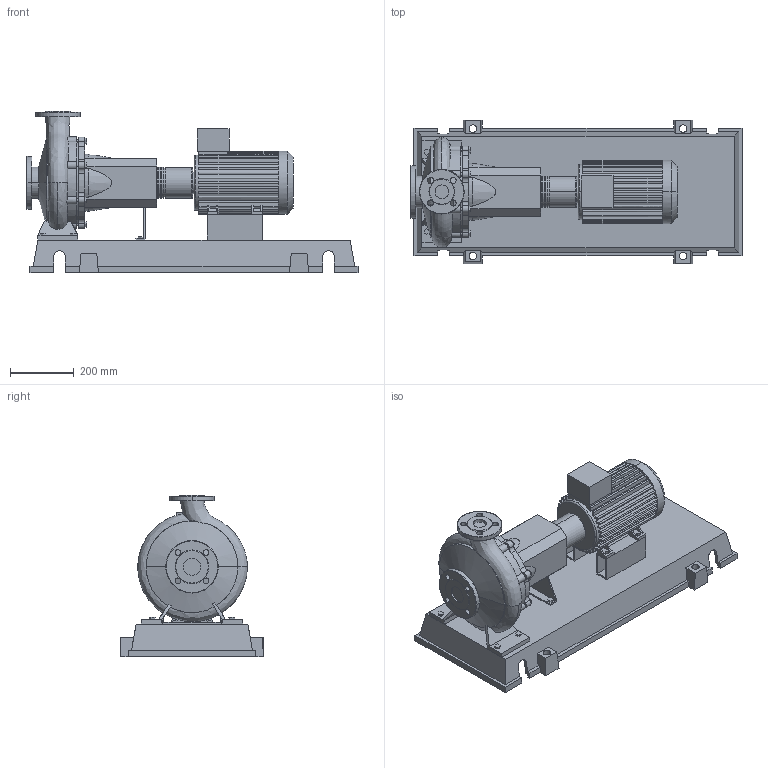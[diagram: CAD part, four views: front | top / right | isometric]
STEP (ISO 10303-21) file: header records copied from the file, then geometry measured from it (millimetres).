
FILE_DESCRIPTION((''),'2;1');
FILE_NAME('3d_NL32_250-2.2-4-05-4108930.stp','2015-03-03T07:38:48',(''),(''),'Mechanical Desktop 2009','Mechanical Desktop 2009',', , ');
FILE_SCHEMA(('CONFIG_CONTROL_DESIGN'));
Length unit declared in the file: millimetre
Products named in the file (1): Product
Bounding box: 1042.5 x 450 x 508 mm (x, y, z)
Volume: 33389449.9 mm3; surface area: 2773518.9 mm2
Topology: 13 solids, 13 shells, 827 faces, 2214 edges, 1461 vertices
Faces by surface type: plane 429, cylinder 195, bspline 181, cone 12, torus 10
Entity records: 29967 total; most frequent: CARTESIAN_POINT 9332, ORIENTED_EDGE 4430, DIRECTION 4025, EDGE_CURVE 2215, VERTEX_POINT 1460, VECTOR 1439, LINE 1439, AXIS2_PLACEMENT_3D 1293
